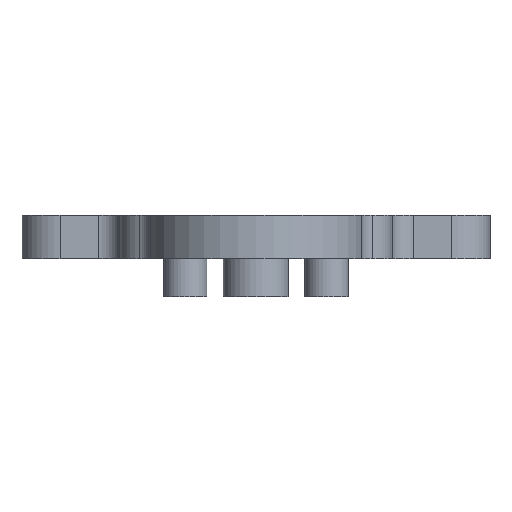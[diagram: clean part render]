
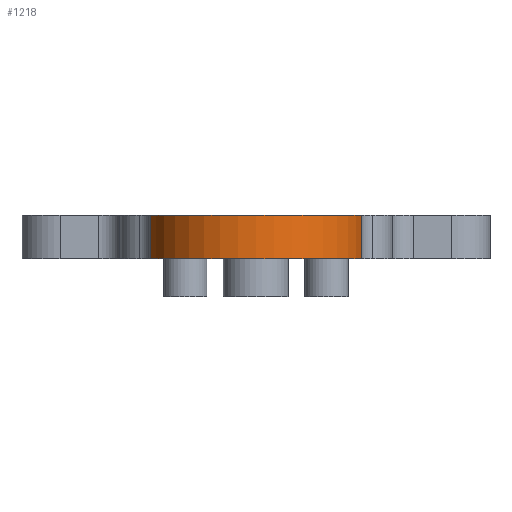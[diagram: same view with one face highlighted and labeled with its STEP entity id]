
A CAD part, front view. The second image highlights one B-rep face of the part: STEP entity #1218.
In plain terms, the highlighted cylindrical face has radius 10 mm (diameter 20 mm), a partial arc.
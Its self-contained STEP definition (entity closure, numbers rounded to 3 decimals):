
#162 = VERTEX_POINT('',#163);
#163 = CARTESIAN_POINT('',(-35.722,-9.342,0.));
#184 = EDGE_CURVE('',#162,#185,#187,.T.);
#185 = VERTEX_POINT('',#186);
#186 = CARTESIAN_POINT('',(-16.278,-9.342,0.));
#187 = CIRCLE('',#188,10.);
#188 = AXIS2_PLACEMENT_3D('',#189,#190,#191);
#189 = CARTESIAN_POINT('',(-26.,-7.,0.));
#190 = DIRECTION('',(0.,0.,1.));
#191 = DIRECTION('',(1.,0.,0.));
#1146 = EDGE_CURVE('',#185,#1147,#1149,.T.);
#1147 = VERTEX_POINT('',#1148);
#1148 = CARTESIAN_POINT('',(-16.278,-9.342,4.));
#1149 = B_SPLINE_CURVE_WITH_KNOTS('',2,(#1150,#1151,#1152,#1153,#1154),
  .UNSPECIFIED.,.F.,.F.,(3,1,1,3),(-0.245,0.,4.,4.245)
  ,.UNSPECIFIED.);
#1150 = CARTESIAN_POINT('',(-16.278,-9.342,-0.245));
#1151 = CARTESIAN_POINT('',(-16.278,-9.342,-0.122));
#1152 = CARTESIAN_POINT('',(-16.278,-9.342,2.));
#1153 = CARTESIAN_POINT('',(-16.278,-9.342,4.122));
#1154 = CARTESIAN_POINT('',(-16.278,-9.342,4.245));
#1218 = ADVANCED_FACE('',(#1219),#1240,.T.);
#1219 = FACE_BOUND('',#1220,.F.);
#1220 = EDGE_LOOP('',(#1221,#1222,#1232,#1239));
#1221 = ORIENTED_EDGE('',*,*,#184,.F.);
#1222 = ORIENTED_EDGE('',*,*,#1223,.T.);
#1223 = EDGE_CURVE('',#162,#1224,#1226,.T.);
#1224 = VERTEX_POINT('',#1225);
#1225 = CARTESIAN_POINT('',(-35.722,-9.342,4.));
#1226 = B_SPLINE_CURVE_WITH_KNOTS('',2,(#1227,#1228,#1229,#1230,#1231),
  .UNSPECIFIED.,.F.,.F.,(3,1,1,3),(-0.245,0.,4.,4.245)
  ,.UNSPECIFIED.);
#1227 = CARTESIAN_POINT('',(-35.722,-9.342,-0.245));
#1228 = CARTESIAN_POINT('',(-35.722,-9.342,-0.122));
#1229 = CARTESIAN_POINT('',(-35.722,-9.342,2.));
#1230 = CARTESIAN_POINT('',(-35.722,-9.342,4.122));
#1231 = CARTESIAN_POINT('',(-35.722,-9.342,4.245));
#1232 = ORIENTED_EDGE('',*,*,#1233,.T.);
#1233 = EDGE_CURVE('',#1224,#1147,#1234,.T.);
#1234 = CIRCLE('',#1235,10.);
#1235 = AXIS2_PLACEMENT_3D('',#1236,#1237,#1238);
#1236 = CARTESIAN_POINT('',(-26.,-7.,4.));
#1237 = DIRECTION('',(0.,0.,1.));
#1238 = DIRECTION('',(1.,0.,0.));
#1239 = ORIENTED_EDGE('',*,*,#1146,.F.);
#1240 = CYLINDRICAL_SURFACE('',#1241,10.);
#1241 = AXIS2_PLACEMENT_3D('',#1242,#1243,#1244);
#1242 = CARTESIAN_POINT('',(-26.,-7.,0.));
#1243 = DIRECTION('',(-0.,-0.,-1.));
#1244 = DIRECTION('',(1.,0.,0.));
